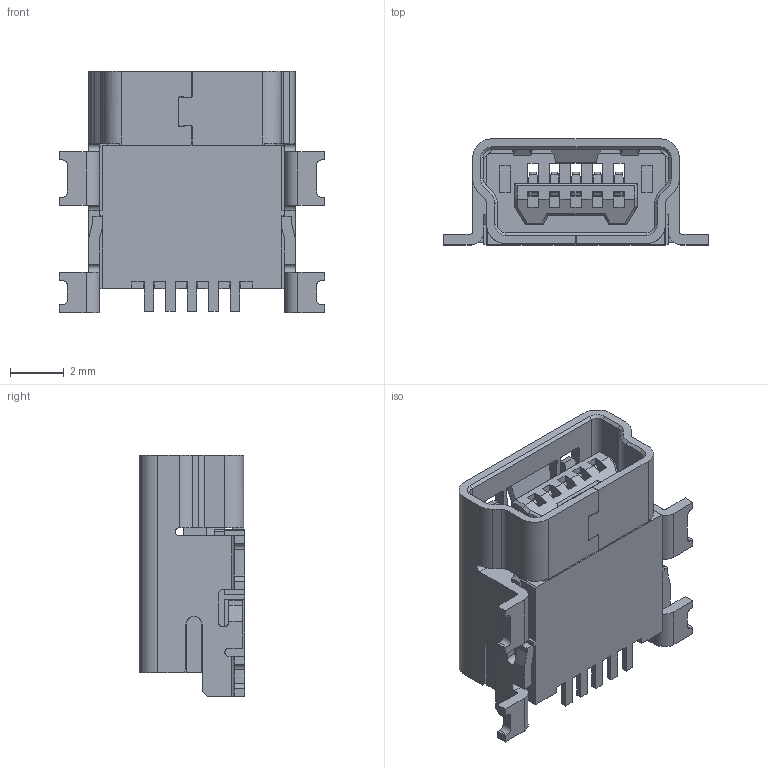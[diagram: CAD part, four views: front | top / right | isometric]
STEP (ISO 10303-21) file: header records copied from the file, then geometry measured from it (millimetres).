
FILE_DESCRIPTION((''),'2;1');
FILE_NAME('675031230','2011-02-24T',('gb'),(''),'PRO/ENGINEER BY PARAMETRIC TECHNOLOGY CORPORATION, 2003451','PRO/ENGINEER BY PARAMETRIC TECHNOLOGY CORPORATION, 2003451','');
FILE_SCHEMA(('CONFIG_CONTROL_DESIGN'));
Length unit declared in the file: millimetre
Products named in the file (1): 675031230
Bounding box: 9.9 x 3.95 x 9 mm (x, y, z)
Volume: 151.1 mm3; surface area: 540.9 mm2
Topology: 1 solids, 1 shells, 537 faces, 1621 edges, 1070 vertices
Faces by surface type: plane 403, cylinder 106, bspline 20, cone 8
Entity records: 18720 total; most frequent: CARTESIAN_POINT 4140, ORIENTED_EDGE 3170, DIRECTION 2785, EDGE_CURVE 1585, VECTOR 1317, LINE 1317, VERTEX_POINT 1034, AXIS2_PLACEMENT_3D 734
